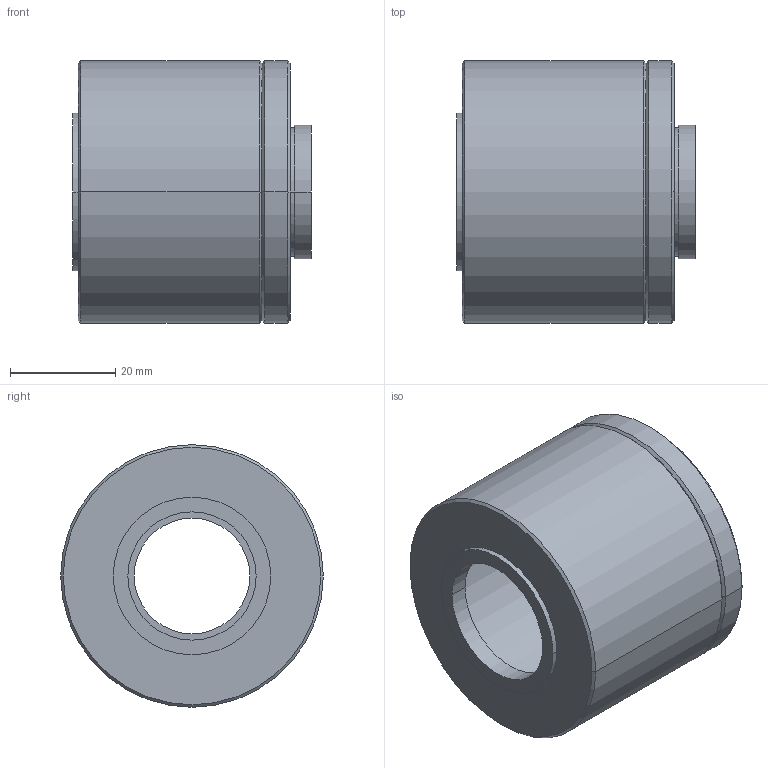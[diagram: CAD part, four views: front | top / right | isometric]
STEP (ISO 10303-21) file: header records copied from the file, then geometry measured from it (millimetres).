
FILE_DESCRIPTION (( 'STEP AP203' ), '1' );
FILE_NAME ('66027.STEP', '2009-09-23T15:52:25', ( ' ' ), ( ' ' ), 'SwSTEP 2.0', 'SolidWorks 2009', '' );
FILE_SCHEMA (( 'CONFIG_CONTROL_DESIGN' ));
Length unit declared in the file: millimetre
Products named in the file (1): 66027
Bounding box: 45.37 x 50 x 50 mm (x, y, z)
Volume: 35405.2 mm3; surface area: 19405.5 mm2
Topology: 6 solids, 6 shells, 161 faces, 346 edges, 214 vertices
Faces by surface type: cylinder 66, plane 57, cone 30, torus 8
Entity records: 4421 total; most frequent: DIRECTION 832, CARTESIAN_POINT 714, ORIENTED_EDGE 676, EDGE_CURVE 338, AXIS2_PLACEMENT_3D 332, VERTEX_POINT 214, EDGE_LOOP 198, CIRCLE 170
